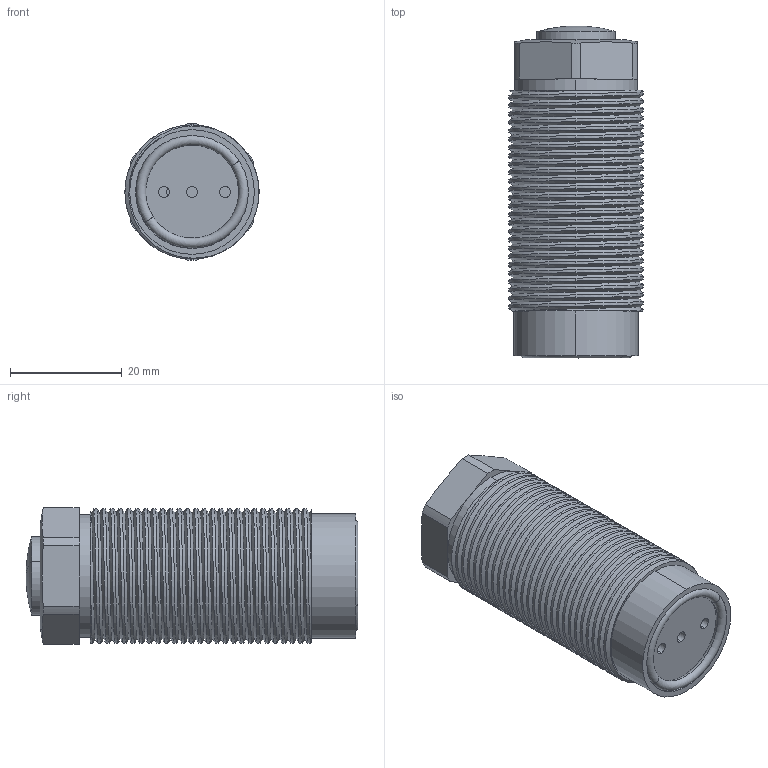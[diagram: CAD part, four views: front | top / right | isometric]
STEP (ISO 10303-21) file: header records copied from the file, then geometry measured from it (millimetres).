
FILE_DESCRIPTION (( 'STEP AP214' ), '1' );
FILE_NAME ('CTC-K024RL.STEP', '2018-10-27T08:04:52', ( '' ), ( '' ), 'SwSTEP 2.0', 'SolidWorks 2016', '' );
FILE_SCHEMA (( 'AUTOMOTIVE_DESIGN' ));
Length unit declared in the file: millimetre
Products named in the file (4): CTC-K024-AL(BT); CTC-K024RL; CTC-K024(0); CTC-K024RL(HSG)
Assembly tree (3 placements, depth 2):
  CTC-K024RL
    CTC-K024-AL(BT)
    CTC-K024RL(HSG)
    CTC-K024(0)
Bounding box: 24 x 59.38 x 24.5 mm (x, y, z)
Volume: 22293.9 mm3; surface area: 12873.2 mm2
Topology: 3 solids, 3 shells, 113 faces, 298 edges, 195 vertices
Faces by surface type: cylinder 81, plane 22, torus 6, cone 2, bspline 2
Entity records: 6602 total; most frequent: CARTESIAN_POINT 3924, ORIENTED_EDGE 596, DIRECTION 486, EDGE_CURVE 298, VERTEX_POINT 195, AXIS2_PLACEMENT_3D 193, EDGE_LOOP 125, ADVANCED_FACE 113
